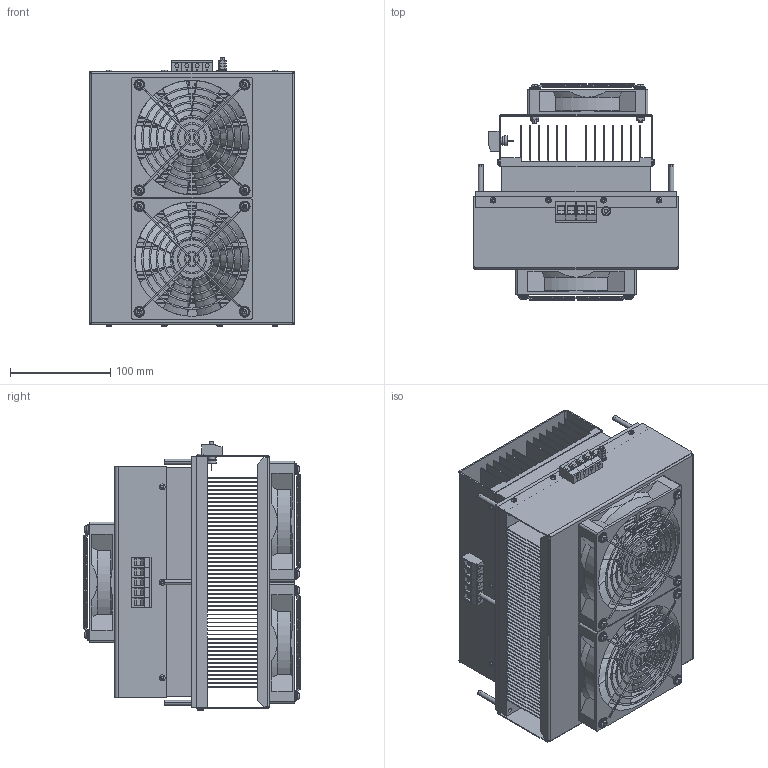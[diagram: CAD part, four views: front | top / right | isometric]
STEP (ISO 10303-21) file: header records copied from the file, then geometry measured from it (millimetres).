
FILE_DESCRIPTION (( 'STEP AP214' ), '1' );
FILE_NAME ('UEPK-A2AC-24V-380W_Webseite.STEP', '2020-11-02T08:28:28', ( '' ), ( '' ), 'SwSTEP 2.0', 'SolidWorks 2020', '' );
FILE_SCHEMA (( 'AUTOMOTIVE_DESIGN' ));
Length unit declared in the file: millimetre
Products named in the file (17): Anschlussklemme_1; Lüfter_120x120x25; K48031; Scheibe_DIN125A_Scheibe_D4,3; UEPK-A2AC-24V-380W_Webseite; M3_Linsenkopfschraube_M3x8; M4_Linsenkopfschraube_M4x35; Gewindestift_M5_M5x40; Sechskantmutter M4; Lüfterschutzgitter 120x120; K48033_Webseite; K48029_Webseite; M4_Inbus_M4x16; K48028_Webseite; Fächerscheibe_DIN6798_Scheibe D4,3; K48037; K48034_Webseite
Assembly tree (102 placements, depth 2):
  UEPK-A2AC-24V-380W_Webseite
    K48028_Webseite
    K48029_Webseite
    K48031
    K48033_Webseite
    K48034_Webseite
    K48037
    Lüfter_120x120x25  x3
    Lüfterschutzgitter 120x120  x3
    Anschlussklemme_1  x9
    Scheibe_DIN125A_Scheibe_D4,3  x26
    M4_Linsenkopfschraube_M4x35  x12
    Fächerscheibe_DIN6798_Scheibe D4,3  x7
    Sechskantmutter M4  x15
    M3_Linsenkopfschraube_M3x8  x14
    Gewindestift_M5_M5x40  x6
    M4_Inbus_M4x16
Bounding box: 204 x 215.2 x 267.85 mm (x, y, z)
Volume: 2917346.8 mm3; surface area: 2094196.3 mm2
Topology: 132 solids, 135 shells, 3382 faces, 8627 edges, 5578 vertices
Faces by surface type: plane 2064, cylinder 792, torus 222, bspline 192, cone 112
Entity records: 38114 total; most frequent: CARTESIAN_POINT 8833, ORIENTED_EDGE 5294, DIRECTION 5138, EDGE_CURVE 2647, VECTOR 1756, LINE 1756, VERTEX_POINT 1714, AXIS2_PLACEMENT_3D 1691
